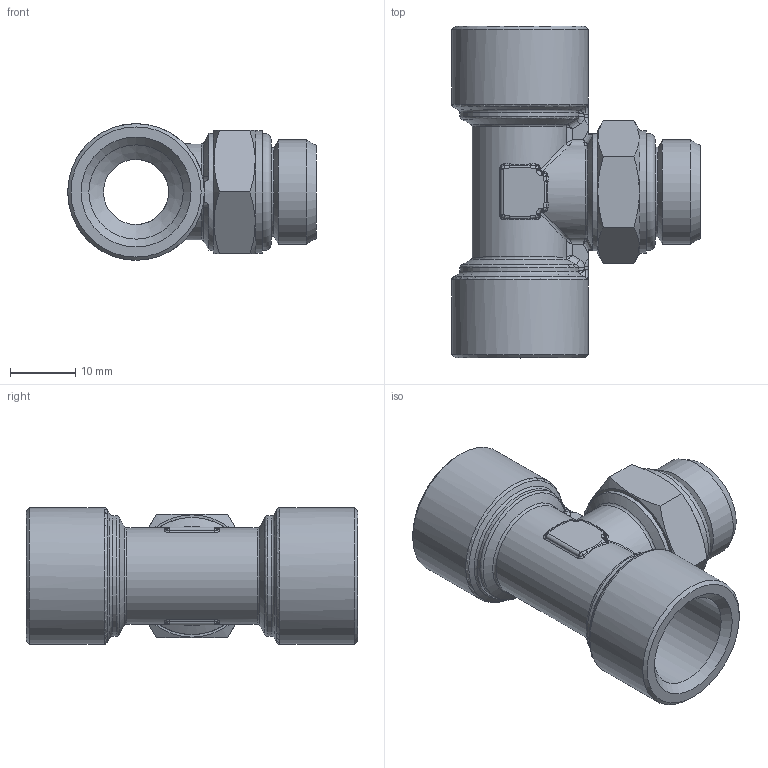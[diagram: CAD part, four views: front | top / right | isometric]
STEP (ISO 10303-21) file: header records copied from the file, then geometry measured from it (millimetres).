
FILE_DESCRIPTION(( 'RAF.24.M16X1.5.M16X1.5.stp' ), '1');
FILE_NAME( 'RAF.24.M16X1.5.M16X1.5.stp', '2021-02-19T15:58:24',( 'Sopra'),('sopra-pneumatic.com'), 'SwSTEP 2.0','SolidWorks 2009','' );
FILE_SCHEMA( ( 'CONFIG_CONTROL_DESIGN' ) );
Length unit declared in the file: millimetre
Products named in the file (1): Rivoluzione1
Bounding box: 38.2 x 51 x 21 mm (x, y, z)
Volume: 10510.2 mm3; surface area: 7538.6 mm2
Topology: 1 solids, 1 shells, 281 faces, 672 edges, 375 vertices
Faces by surface type: bspline 124, cylinder 67, plane 30, torus 27, cone 17, sphere 16
Full cylindrical faces by diameter (mm): 10 x2, 13.7 x1, 14.5 x2, 16 x1, 18 x1, 18.8 x1, 21 x2
Entity records: 10965 total; most frequent: CARTESIAN_POINT 5571, ORIENTED_EDGE 1248, DIRECTION 916, EDGE_CURVE 624, AXIS2_PLACEMENT_3D 407, VERTEX_POINT 371, EDGE_LOOP 310, FACE_OUTER_BOUND 292
